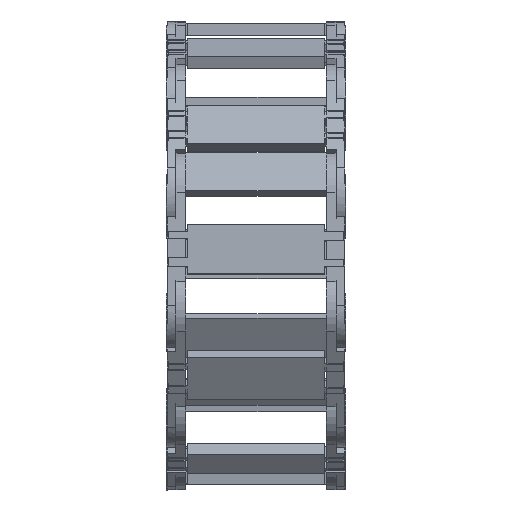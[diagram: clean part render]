
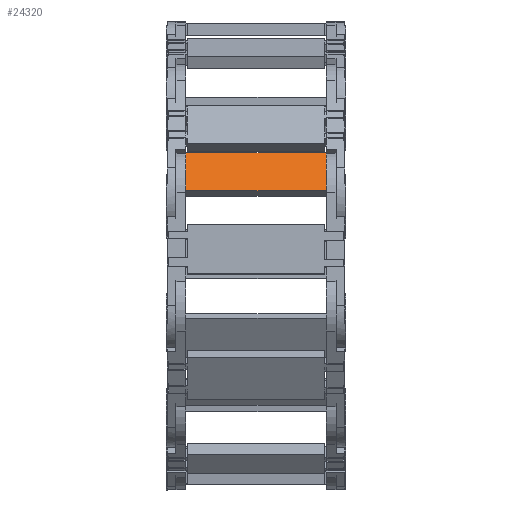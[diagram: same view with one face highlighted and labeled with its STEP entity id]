
A CAD part, left-side view. The second image highlights one B-rep face of the part: STEP entity #24320.
In plain terms, the highlighted planar face has unit normal (-0.773, 0, 0.634).
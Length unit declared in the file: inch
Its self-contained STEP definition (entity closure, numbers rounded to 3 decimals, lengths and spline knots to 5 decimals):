
#6510 = CARTESIAN_POINT ( 'NONE',  ( -30.2688, 0.00012, 4.50523 ) ) ;
#14713 = ORIENTED_EDGE ( 'NONE', *, *, #17076, .T. ) ;
#17076 = EDGE_CURVE ( 'NONE', #62838, #48038, #71751, .T. ) ;
#18859 = CARTESIAN_POINT ( 'NONE',  ( -30.2688, 1.12213, 4.50523 ) ) ;
#19713 = VERTEX_POINT ( 'NONE', #66753 ) ;
#20938 = ORIENTED_EDGE ( 'NONE', *, *, #64452, .F. ) ;
#21942 = ORIENTED_EDGE ( 'NONE', *, *, #55679, .F. ) ;
#23201 = VERTEX_POINT ( 'NONE', #6510 ) ;
#23659 = EDGE_CURVE ( 'NONE', #23201, #62838, #73723, .T. ) ;
#24320 = ADVANCED_FACE ( 'NONE', ( #33505 ), #57255, .F. ) ;
#26055 = LINE ( 'NONE', #34215, #44483 ) ;
#27048 = CARTESIAN_POINT ( 'NONE',  ( -30.76816, 2.24409, 3.89643 ) ) ;
#29422 = DIRECTION ( 'NONE',  ( 0., 1., 0. ) ) ;
#31607 = CARTESIAN_POINT ( 'NONE',  ( -30.51848, 2.24409, 4.20083 ) ) ;
#33505 = FACE_OUTER_BOUND ( 'NONE', #40099, .T. ) ;
#34215 = CARTESIAN_POINT ( 'NONE',  ( -30.51848, 0.00012, 4.20083 ) ) ;
#39010 = VECTOR ( 'NONE', #54219, 39.37008 ) ;
#40099 = EDGE_LOOP ( 'NONE', ( #14713, #20938, #21942, #63718 ) ) ;
#40125 = CARTESIAN_POINT ( 'NONE',  ( -30.51848, 1.12213, 4.20083 ) ) ;
#44483 = VECTOR ( 'NONE', #50588, 39.37008 ) ;
#47757 = CARTESIAN_POINT ( 'NONE',  ( -30.76816, 1.12213, 3.89643 ) ) ;
#48038 = VERTEX_POINT ( 'NONE', #27048 ) ;
#50588 = DIRECTION ( 'NONE',  ( -0.634, 0., -0.773 ) ) ;
#54219 = DIRECTION ( 'NONE',  ( -0.634, 0., -0.773 ) ) ;
#55679 = EDGE_CURVE ( 'NONE', #23201, #19713, #26055, .T. ) ;
#57255 = PLANE ( 'NONE',  #71095 ) ;
#59025 = LINE ( 'NONE', #47757, #77037 ) ;
#61279 = DIRECTION ( 'NONE',  ( 0., 1., 0. ) ) ;
#61921 = CARTESIAN_POINT ( 'NONE',  ( -30.2688, 2.24409, 4.50523 ) ) ;
#62838 = VERTEX_POINT ( 'NONE', #61921 ) ;
#63718 = ORIENTED_EDGE ( 'NONE', *, *, #23659, .T. ) ;
#64263 = DIRECTION ( 'NONE',  ( 0.773, 0., -0.634 ) ) ;
#64452 = EDGE_CURVE ( 'NONE', #19713, #48038, #59025, .T. ) ;
#64638 = DIRECTION ( 'NONE',  ( 0., -1., 0. ) ) ;
#66087 = VECTOR ( 'NONE', #61279, 39.37008 ) ;
#66753 = CARTESIAN_POINT ( 'NONE',  ( -30.76816, 0.00012, 3.89643 ) ) ;
#71095 = AXIS2_PLACEMENT_3D ( 'NONE', #40125, #64263, #64638 ) ;
#71751 = LINE ( 'NONE', #31607, #39010 ) ;
#73723 = LINE ( 'NONE', #18859, #66087 ) ;
#77037 = VECTOR ( 'NONE', #29422, 39.37008 ) ;
